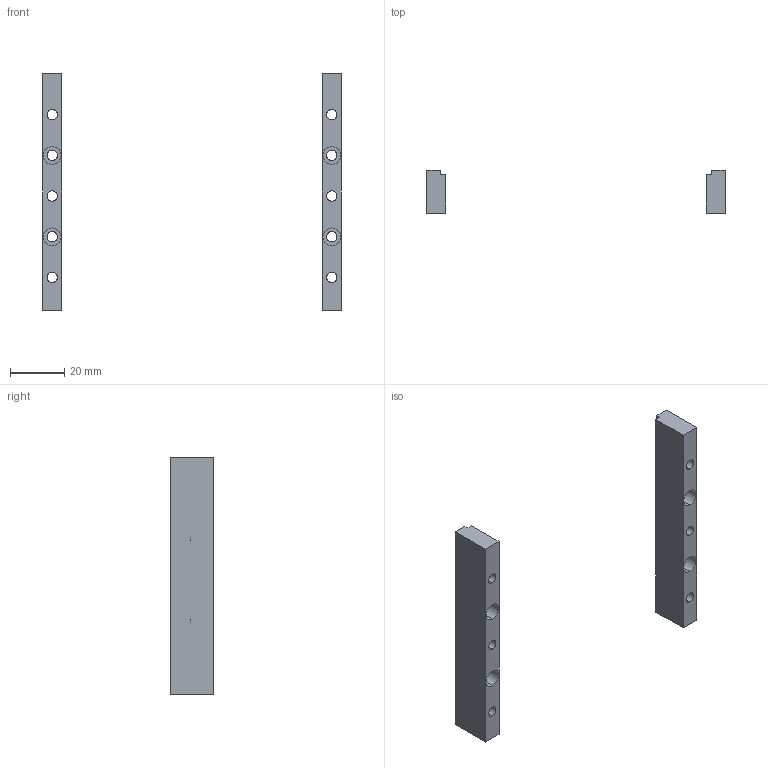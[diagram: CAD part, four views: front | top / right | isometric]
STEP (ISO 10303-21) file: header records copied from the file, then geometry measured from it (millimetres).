
FILE_DESCRIPTION (( 'STEP AP214' ), '1' );
FILE_NAME ('board-spacers.15.75mm-middle-for-intermediate-Al.STEP', '2014-02-05T23:35:10', ( '' ), ( '' ), 'SwSTEP 2.0', 'SolidWorks 2014', '' );
FILE_SCHEMA (( 'AUTOMOTIVE_DESIGN' ));
Length unit declared in the file: millimetre
Products named in the file (1): board-spacers.15.75mm-middle-for-intermediate-Al
Bounding box: 110 x 15.75 x 87 mm (x, y, z)
Volume: 16142.2 mm3; surface area: 10215.2 mm2
Topology: 2 solids, 2 shells, 58 faces, 180 edges, 120 vertices
Faces by surface type: plane 30, cylinder 28
Entity records: 2123 total; most frequent: DIRECTION 374, ORIENTED_EDGE 360, CARTESIAN_POINT 359, EDGE_CURVE 180, AXIS2_PLACEMENT_3D 135, VERTEX_POINT 120, VECTOR 104, LINE 104
